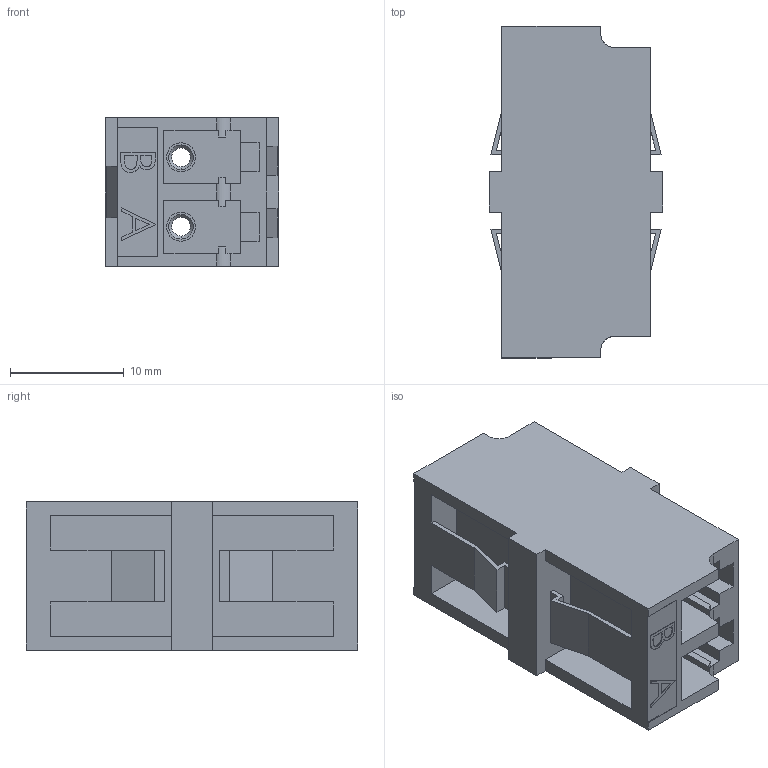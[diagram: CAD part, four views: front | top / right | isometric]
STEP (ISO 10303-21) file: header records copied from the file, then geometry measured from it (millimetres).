
FILE_DESCRIPTION (( 'STEP AP203' ), '1' );
FILE_NAME ('FOA-550A.STEP', '2006-06-30T18:48:13', ( ' ' ), ( ' ' ), 'SwSTEP 2.0', 'SolidWorks 2005354', '' );
FILE_SCHEMA (( 'CONFIG_CONTROL_DESIGN' ));
Length unit declared in the file: inch
Products named in the file (1): FOA-550A
Bounding box: 15.24 x 29.21 x 13.08 mm (x, y, z)
Volume: 2345.9 mm3; surface area: 3884.1 mm2
Topology: 1 solids, 1 shells, 280 faces, 800 edges, 528 vertices
Faces by surface type: plane 236, bspline 18, cylinder 18, cone 8
Entity records: 10663 total; most frequent: CARTESIAN_POINT 3319, ORIENTED_EDGE 1600, DIRECTION 1350, EDGE_CURVE 800, VECTOR 704, LINE 704, VERTEX_POINT 528, AXIS2_PLACEMENT_3D 323
